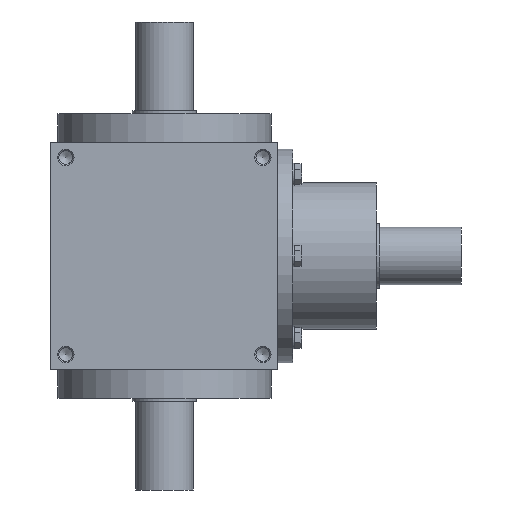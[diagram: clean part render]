
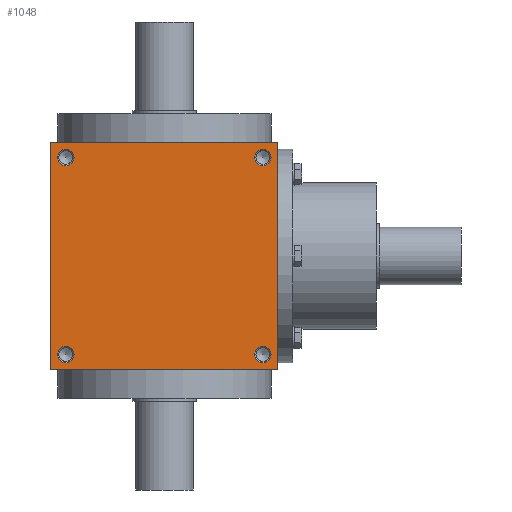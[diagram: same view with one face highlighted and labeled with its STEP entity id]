
A CAD part, front view. The second image highlights one B-rep face of the part: STEP entity #1048.
In plain terms, the highlighted face is planar.
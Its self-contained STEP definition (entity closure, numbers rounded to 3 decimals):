
#1048 = ADVANCED_FACE( '', ( #2185, #2186, #2187, #2188, #2189 ), #2190, .F. );
#2185 = FACE_BOUND( '', #3277, .T. );
#2186 = FACE_BOUND( '', #3278, .T. );
#2187 = FACE_BOUND( '', #3279, .T. );
#2188 = FACE_BOUND( '', #3280, .T. );
#2189 = FACE_OUTER_BOUND( '', #3281, .T. );
#2190 = PLANE( '', #3282 );
#3277 = EDGE_LOOP( '', ( #5581 ) );
#3278 = EDGE_LOOP( '', ( #5582 ) );
#3279 = EDGE_LOOP( '', ( #5583 ) );
#3280 = EDGE_LOOP( '', ( #5584 ) );
#3281 = EDGE_LOOP( '', ( #5585, #5586, #5587, #5588 ) );
#3282 = AXIS2_PLACEMENT_3D( '', #5589, #5590, #5591 );
#5581 = ORIENTED_EDGE( '', *, *, #5842, .F. );
#5582 = ORIENTED_EDGE( '', *, *, #6030, .T. );
#5583 = ORIENTED_EDGE( '', *, *, #6464, .F. );
#5584 = ORIENTED_EDGE( '', *, *, #6392, .T. );
#5585 = ORIENTED_EDGE( '', *, *, #6198, .T. );
#5586 = ORIENTED_EDGE( '', *, *, #6341, .F. );
#5587 = ORIENTED_EDGE( '', *, *, #6118, .F. );
#5588 = ORIENTED_EDGE( '', *, *, #5946, .T. );
#5589 = CARTESIAN_POINT( '', ( 83., 83., 83. ) );
#5590 = DIRECTION( '', ( 0., -1., 0. ) );
#5591 = DIRECTION( '', ( 0., 0., -1. ) );
#5842 = EDGE_CURVE( '', #6877, #6877, #6878, .T. );
#5946 = EDGE_CURVE( '', #7046, #7044, #7047, .T. );
#6030 = EDGE_CURVE( '', #7164, #7164, #7165, .T. );
#6118 = EDGE_CURVE( '', #7046, #7289, #7291, .T. );
#6198 = EDGE_CURVE( '', #7044, #7397, #7399, .T. );
#6341 = EDGE_CURVE( '', #7289, #7397, #7594, .T. );
#6392 = EDGE_CURVE( '', #7659, #7659, #7660, .T. );
#6464 = EDGE_CURVE( '', #7737, #7737, #7738, .T. );
#6877 = VERTEX_POINT( '', #8354 );
#6878 = CIRCLE( '', #8355, 6. );
#7044 = VERTEX_POINT( '', #8562 );
#7046 = VERTEX_POINT( '', #8565 );
#7047 = LINE( '', #8566, #8567 );
#7164 = VERTEX_POINT( '', #8745 );
#7165 = CIRCLE( '', #8746, 6. );
#7289 = VERTEX_POINT( '', #8904 );
#7291 = LINE( '', #8907, #8908 );
#7397 = VERTEX_POINT( '', #9131 );
#7399 = LINE( '', #9134, #9135 );
#7594 = LINE( '', #9378, #9379 );
#7659 = VERTEX_POINT( '', #9462 );
#7660 = CIRCLE( '', #9463, 6. );
#7737 = VERTEX_POINT( '', #9552 );
#7738 = CIRCLE( '', #9553, 6. );
#8354 = CARTESIAN_POINT( '', ( -72., 83., -66. ) );
#8355 = AXIS2_PLACEMENT_3D( '', #9879, #9880, #9881 );
#8562 = CARTESIAN_POINT( '', ( 83., 83., -83. ) );
#8565 = CARTESIAN_POINT( '', ( 83., 83., 83. ) );
#8566 = CARTESIAN_POINT( '', ( 83., 83., 83. ) );
#8567 = VECTOR( '', #10041, 1000. );
#8745 = CARTESIAN_POINT( '', ( 72., 83., -78. ) );
#8746 = AXIS2_PLACEMENT_3D( '', #10128, #10129, #10130 );
#8904 = CARTESIAN_POINT( '', ( -83., 83., 83. ) );
#8907 = CARTESIAN_POINT( '', ( 83., 83., 83. ) );
#8908 = VECTOR( '', #10244, 1000. );
#9131 = CARTESIAN_POINT( '', ( -83., 83., -83. ) );
#9134 = CARTESIAN_POINT( '', ( 83., 83., -83. ) );
#9135 = VECTOR( '', #10333, 1000. );
#9378 = CARTESIAN_POINT( '', ( -83., 83., 83. ) );
#9379 = VECTOR( '', #10512, 1000. );
#9462 = CARTESIAN_POINT( '', ( 72., 83., 66. ) );
#9463 = AXIS2_PLACEMENT_3D( '', #10558, #10559, #10560 );
#9552 = CARTESIAN_POINT( '', ( -72., 83., 78. ) );
#9553 = AXIS2_PLACEMENT_3D( '', #10606, #10607, #10608 );
#9879 = CARTESIAN_POINT( '', ( -72., 83., -72. ) );
#9880 = DIRECTION( '', ( 0., 1., 0. ) );
#9881 = DIRECTION( '', ( 0., 0., 1. ) );
#10041 = DIRECTION( '', ( 0., 0., -1. ) );
#10128 = CARTESIAN_POINT( '', ( 72., 83., -72. ) );
#10129 = DIRECTION( '', ( 0., -1., 0. ) );
#10130 = DIRECTION( '', ( 0., 0., -1. ) );
#10244 = DIRECTION( '', ( -1., 0., 0. ) );
#10333 = DIRECTION( '', ( -1., 0., 0. ) );
#10512 = DIRECTION( '', ( 0., 0., -1. ) );
#10558 = CARTESIAN_POINT( '', ( 72., 83., 72. ) );
#10559 = DIRECTION( '', ( 0., -1., 0. ) );
#10560 = DIRECTION( '', ( 0., 0., -1. ) );
#10606 = CARTESIAN_POINT( '', ( -72., 83., 72. ) );
#10607 = DIRECTION( '', ( 0., 1., 0. ) );
#10608 = DIRECTION( '', ( 0., 0., 1. ) );
